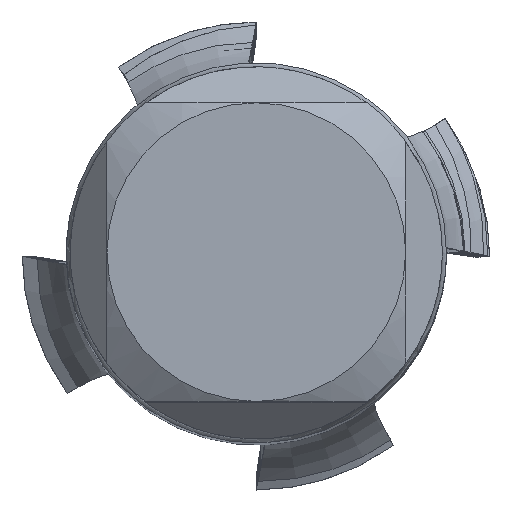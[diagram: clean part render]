
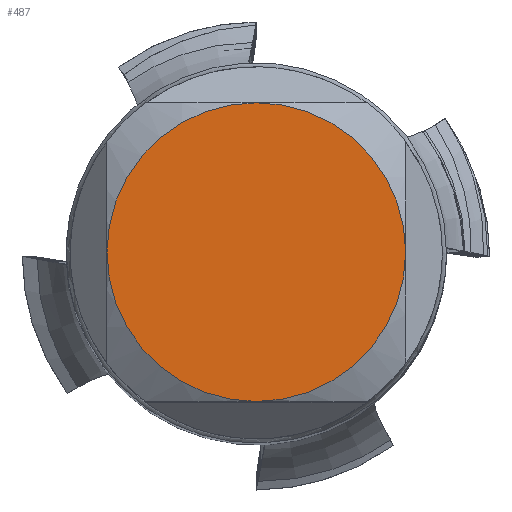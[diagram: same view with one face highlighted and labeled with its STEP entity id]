
A CAD part, top view. The second image highlights one B-rep face of the part: STEP entity #487.
In plain terms, the highlighted planar face has unit normal (0, 0, 1).
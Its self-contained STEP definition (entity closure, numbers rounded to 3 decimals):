
#432=CIRCLE('',#5842,5.5);
#433=CIRCLE('',#5846,5.5);
#434=CIRCLE('',#5850,5.5);
#435=CIRCLE('',#5854,5.5);
#487=ADVANCED_FACE('NONE',(#820),#772,.F.);
#772=PLANE('',#5856);
#820=FACE_OUTER_BOUND('',#1147,.T.);
#1147=EDGE_LOOP('',(#1706,#1707,#1708,#1709));
#1706=ORIENTED_EDGE('',*,*,#4077,.T.);
#1707=ORIENTED_EDGE('',*,*,#4073,.T.);
#1708=ORIENTED_EDGE('',*,*,#4069,.T.);
#1709=ORIENTED_EDGE('',*,*,#4081,.T.);
#3416=VERTEX_POINT('',#7707);
#3417=VERTEX_POINT('',#7714);
#3418=VERTEX_POINT('',#7728);
#3419=VERTEX_POINT('',#7742);
#4069=EDGE_CURVE('NONE',#3417,#3416,#432,.T.);
#4073=EDGE_CURVE('NONE',#3418,#3417,#433,.T.);
#4077=EDGE_CURVE('NONE',#3419,#3418,#434,.T.);
#4081=EDGE_CURVE('NONE',#3416,#3419,#435,.T.);
#5842=AXIS2_PLACEMENT_3D('',#7713,#6317,#6318);
#5846=AXIS2_PLACEMENT_3D('',#7727,#6326,#6327);
#5850=AXIS2_PLACEMENT_3D('',#7741,#6335,#6336);
#5854=AXIS2_PLACEMENT_3D('',#7755,#6344,#6345);
#5856=AXIS2_PLACEMENT_3D('',#7757,#6348,#6349);
#6317=DIRECTION('',(0.,0.,1.));
#6318=DIRECTION('',(1.,0.,0.));
#6326=DIRECTION('',(0.,0.,1.));
#6327=DIRECTION('',(1.,0.,0.));
#6335=DIRECTION('',(0.,0.,1.));
#6336=DIRECTION('',(1.,0.,0.));
#6344=DIRECTION('',(0.,0.,1.));
#6345=DIRECTION('',(1.,0.,0.));
#6348=DIRECTION('',(0.,0.,-1.));
#6349=DIRECTION('',(-1.,0.,0.));
#7707=CARTESIAN_POINT('',(5.5,0.,0.));
#7713=CARTESIAN_POINT('',(0.,0.,0.));
#7714=CARTESIAN_POINT('',(0.,-5.5,0.));
#7727=CARTESIAN_POINT('',(0.,0.,0.));
#7728=CARTESIAN_POINT('',(-5.5,0.,0.));
#7741=CARTESIAN_POINT('',(0.,0.,0.));
#7742=CARTESIAN_POINT('',(0.,5.5,0.));
#7755=CARTESIAN_POINT('',(0.,0.,0.));
#7757=CARTESIAN_POINT('',(0.,5.5,0.));
